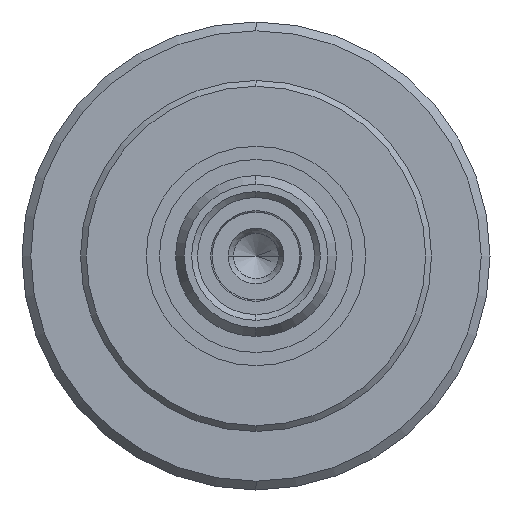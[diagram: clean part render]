
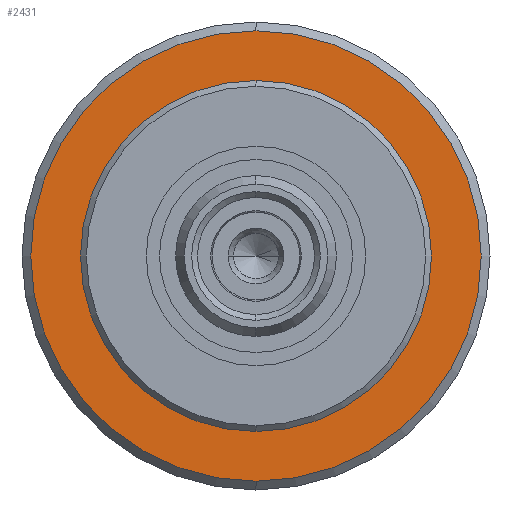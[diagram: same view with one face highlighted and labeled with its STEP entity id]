
A CAD part, left-side view. The second image highlights one B-rep face of the part: STEP entity #2431.
In plain terms, the highlighted planar face has unit normal (-1, 0, 0).
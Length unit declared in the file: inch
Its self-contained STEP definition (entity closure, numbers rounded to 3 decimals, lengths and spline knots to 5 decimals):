
#116 = DIRECTION ( 'NONE',  ( 0., 0., 1. ) ) ;
#144 = DIRECTION ( 'NONE',  ( -1., 0., 0. ) ) ;
#159 = CARTESIAN_POINT ( 'NONE',  ( -0.29279, 0., -0.30315 ) ) ;
#431 = DIRECTION ( 'NONE',  ( -1., 0., 0. ) ) ;
#451 = CARTESIAN_POINT ( 'NONE',  ( -0.29279, 0., 0. ) ) ;
#458 = DIRECTION ( 'NONE',  ( 0., 0., -1. ) ) ;
#464 = CIRCLE ( 'NONE', #955, 0.23622 ) ;
#484 = EDGE_LOOP ( 'NONE', ( #3010, #3173 ) ) ;
#508 = ORIENTED_EDGE ( 'NONE', *, *, #3820, .F. ) ;
#560 = CIRCLE ( 'NONE', #1957, 0.30315 ) ;
#678 = EDGE_CURVE ( 'NONE', #1647, #2177, #3937, .T. ) ;
#732 = CARTESIAN_POINT ( 'NONE',  ( -0.29279, 0., 0. ) ) ;
#772 = DIRECTION ( 'NONE',  ( 1., 0., 0. ) ) ;
#918 = DIRECTION ( 'NONE',  ( -1., 0., 0. ) ) ;
#939 = CARTESIAN_POINT ( 'NONE',  ( -0.29279, 0., -0.30315 ) ) ;
#955 = AXIS2_PLACEMENT_3D ( 'NONE', #1676, #3559, #1361 ) ;
#970 = AXIS2_PLACEMENT_3D ( 'NONE', #2787, #918, #3119 ) ;
#1093 = PLANE ( 'NONE',  #1328 ) ;
#1244 = VERTEX_POINT ( 'NONE', #3561 ) ;
#1328 = AXIS2_PLACEMENT_3D ( 'NONE', #159, #772, #458 ) ;
#1361 = DIRECTION ( 'NONE',  ( 0., 0., 1. ) ) ;
#1443 = CARTESIAN_POINT ( 'NONE',  ( -0.29279, 0., 0.23622 ) ) ;
#1449 = CIRCLE ( 'NONE', #1568, 0.23622 ) ;
#1568 = AXIS2_PLACEMENT_3D ( 'NONE', #451, #144, #2025 ) ;
#1647 = VERTEX_POINT ( 'NONE', #3040 ) ;
#1662 = EDGE_LOOP ( 'NONE', ( #3235, #508 ) ) ;
#1676 = CARTESIAN_POINT ( 'NONE',  ( -0.29279, 0., 0. ) ) ;
#1957 = AXIS2_PLACEMENT_3D ( 'NONE', #732, #431, #116 ) ;
#2025 = DIRECTION ( 'NONE',  ( 0., 0., 1. ) ) ;
#2177 = VERTEX_POINT ( 'NONE', #939 ) ;
#2221 = FACE_BOUND ( 'NONE', #1662, .T. ) ;
#2402 = VERTEX_POINT ( 'NONE', #1443 ) ;
#2431 = ADVANCED_FACE ( 'NONE', ( #2221, #3062 ), #1093, .F. ) ;
#2461 = EDGE_CURVE ( 'NONE', #2177, #1647, #560, .T. ) ;
#2787 = CARTESIAN_POINT ( 'NONE',  ( -0.29279, 0., 0. ) ) ;
#2940 = EDGE_CURVE ( 'NONE', #2402, #1244, #464, .T. ) ;
#3010 = ORIENTED_EDGE ( 'NONE', *, *, #2461, .T. ) ;
#3040 = CARTESIAN_POINT ( 'NONE',  ( -0.29279, 0., 0.30315 ) ) ;
#3062 = FACE_OUTER_BOUND ( 'NONE', #484, .T. ) ;
#3119 = DIRECTION ( 'NONE',  ( 0., 0., 1. ) ) ;
#3173 = ORIENTED_EDGE ( 'NONE', *, *, #678, .T. ) ;
#3235 = ORIENTED_EDGE ( 'NONE', *, *, #2940, .F. ) ;
#3559 = DIRECTION ( 'NONE',  ( -1., 0., 0. ) ) ;
#3561 = CARTESIAN_POINT ( 'NONE',  ( -0.29279, 0., -0.23622 ) ) ;
#3820 = EDGE_CURVE ( 'NONE', #1244, #2402, #1449, .T. ) ;
#3937 = CIRCLE ( 'NONE', #970, 0.30315 ) ;
